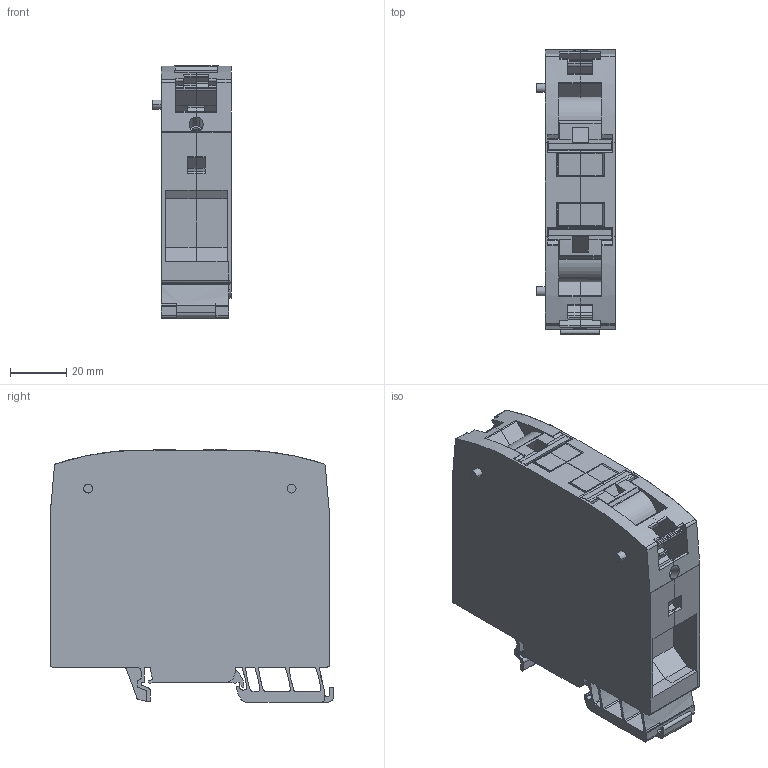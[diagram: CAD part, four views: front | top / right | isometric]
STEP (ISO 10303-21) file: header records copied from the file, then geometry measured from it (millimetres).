
FILE_DESCRIPTION(('CATIA V5 STEP Exchange','CAx-IF Rec.Pracs.--- Model Styling and Organization---1.4--- 2014-01-23'),'2;1');
FILE_NAME ('D1463960_0', '2020-07-23T10:46:35+00:00', ('none'), ('Weidmueller'), 'CATIA Version 5-6 Release 2016 SP3 HF44', 'CATIA V5 STEP AP214', 'none');
FILE_SCHEMA(('AUTOMOTIVE_DESIGN { 1 0 10303 214 1 1 1 1 }'));
Length unit declared in the file: millimetre
Products named in the file (1): 2755910000
Bounding box: 28 x 100.97 x 89.7 mm (x, y, z)
Volume: 178799.2 mm3; surface area: 55330.6 mm2
Topology: 10 solids, 16 shells, 982 faces, 2908 edges, 1972 vertices
Faces by surface type: plane 572, cylinder 328, extrusion 54, cone 20, torus 4, bspline 4
Entity records: 36692 total; most frequent: CARTESIAN_POINT 11203, ORIENTED_EDGE 5812, DIRECTION 4255, EDGE_CURVE 2906, VECTOR 2136, LINE 2082, VERTEX_POINT 1972, AXIS2_PLACEMENT_3D 1323
